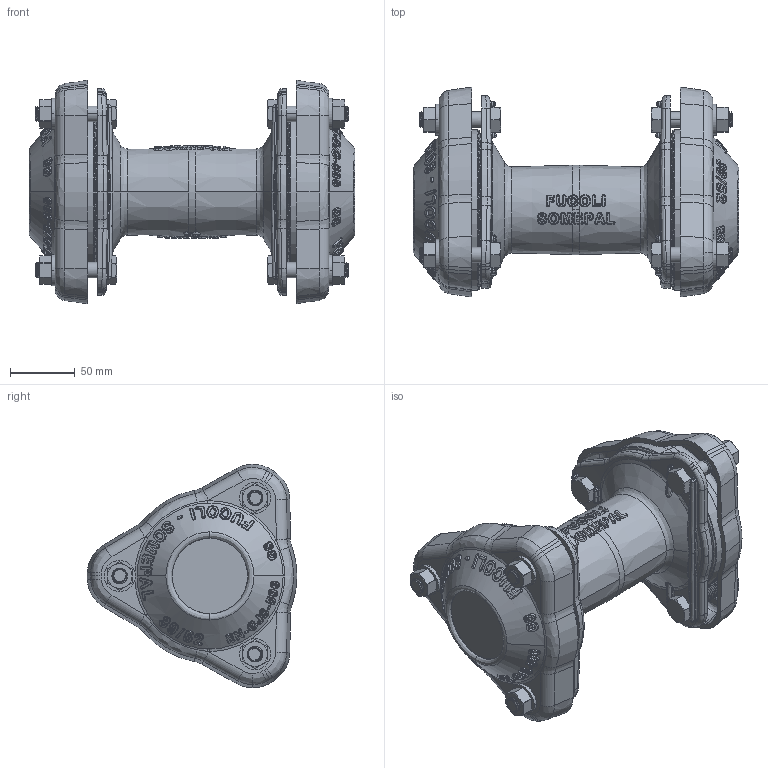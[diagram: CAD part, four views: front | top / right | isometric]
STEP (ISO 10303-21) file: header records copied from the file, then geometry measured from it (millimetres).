
FILE_DESCRIPTION (( 'STEP AP214' ), '1' );
FILE_NAME ('Junta Multimateriais GFIX_MED 39-52.STEP', '2014-09-15T10:30:26', ( '' ), ( '' ), 'SwSTEP 2.0', 'SolidWorks 2014', '' );
FILE_SCHEMA (( 'AUTOMOTIVE_DESIGN' ));
Length unit declared in the file: millimetre
Products named in the file (1): Junta Multimateriais GFIX_MED 39-52
Bounding box: 250.96 x 161.64 x 172.17 mm (x, y, z)
Volume: 1933220.3 mm3; surface area: 228843 mm2
Topology: 19 solids, 19 shells, 2841 faces, 7451 edges, 4761 vertices
Faces by surface type: bspline 1697, cylinder 417, cone 398, plane 329
Entity records: 276197 total; most frequent: CARTESIAN_POINT 190407, ORIENTED_EDGE 14902, EDGE_CURVE 7451, DIRECTION 5368, B_SPLINE_CURVE_WITH_KNOTS 5315, VERTEX_POINT 4761, EDGE_LOOP 3002, UNCERTAINTY_MEASURE_WITH_UNIT 2862
